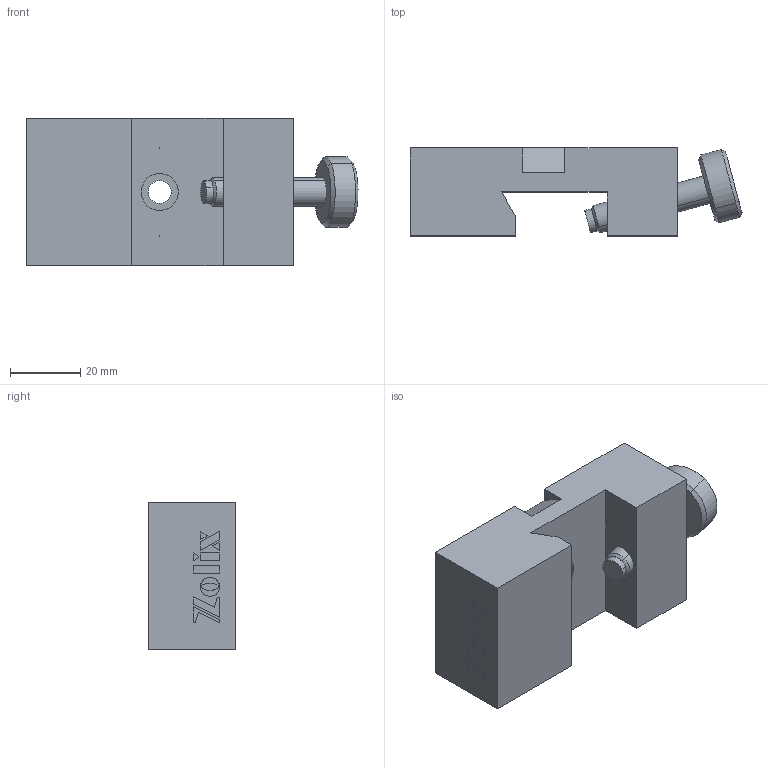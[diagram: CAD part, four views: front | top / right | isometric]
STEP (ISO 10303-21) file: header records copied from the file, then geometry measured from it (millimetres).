
FILE_DESCRIPTION (( 'STEP AP203' ), '1' );
FILE_NAME ('RACA-2.step', '2019-05-09T09:10:31', ( '' ), ( '' ), 'SwSTEP 2.0', 'SolidWorks 2016', '' );
FILE_SCHEMA (( 'CONFIG_CONTROL_DESIGN' ));
Length unit declared in the file: millimetre
Products named in the file (1): RACA-2
Bounding box: 94.33 x 25 x 42 mm (x, y, z)
Surface area: 15717.3 mm2 (no closed solid volume)
Topology: 0 solids, 3 shells, 76 faces, 438 edges, 366 vertices
Faces by surface type: plane 47, cylinder 23, cone 6
Entity records: 4309 total; most frequent: CARTESIAN_POINT 893, DIRECTION 648, ORIENTED_EDGE 578, EDGE_CURVE 438, LINE 376, VECTOR 376, VERTEX_POINT 366, AXIS2_PLACEMENT_3D 136
